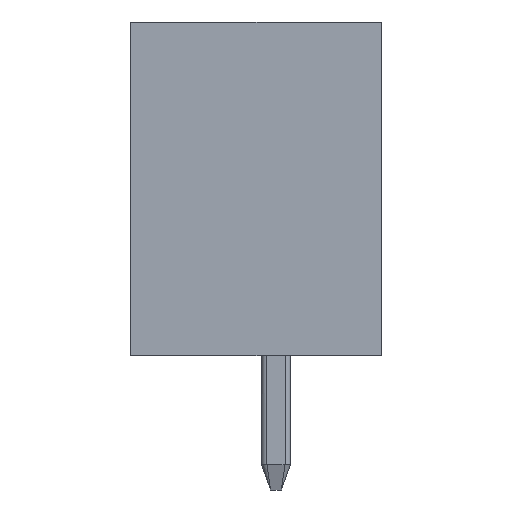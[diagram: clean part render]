
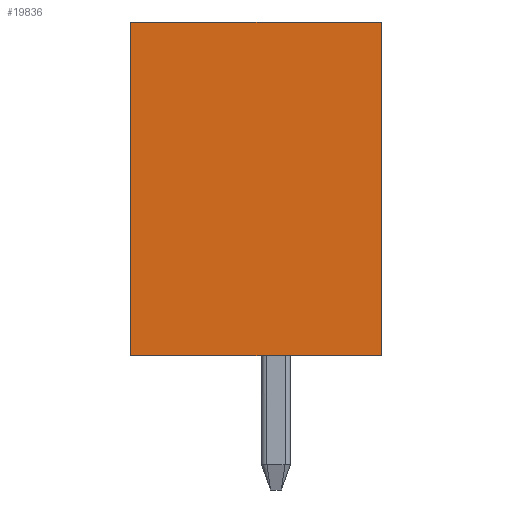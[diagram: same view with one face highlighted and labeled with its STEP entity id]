
A CAD part, left-side view. The second image highlights one B-rep face of the part: STEP entity #19836.
In plain terms, the highlighted planar face has unit normal (-1, 0, 0).
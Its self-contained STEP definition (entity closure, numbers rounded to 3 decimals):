
#35=CARTESIAN_POINT('',(-17.211,3.735,-8.7));
#36=VERTEX_POINT('',#35);
#37=CARTESIAN_POINT('',(-17.211,3.735,0.));
#38=VERTEX_POINT('',#37);
#39=CARTESIAN_POINT('',(-17.211,3.735,-8.7));
#40=DIRECTION('',(0.,0.,1.));
#41=VECTOR('',#40,8.7);
#42=LINE('',#39,#41);
#43=EDGE_CURVE('',#36,#38,#42,.T.);
#19806=CARTESIAN_POINT('',(-17.211,1.988,-4.35));
#19807=DIRECTION('',(0.,1.,0.));
#19808=DIRECTION('',(-1.,0.,0.));
#19809=AXIS2_PLACEMENT_3D('',#19806,#19808,#19807);
#19810=PLANE('',#19809);
#19811=CARTESIAN_POINT('',(-17.211,-2.79,-8.7));
#19812=VERTEX_POINT('',#19811);
#19813=CARTESIAN_POINT('',(-17.211,-2.79,0.));
#19814=VERTEX_POINT('',#19813);
#19815=CARTESIAN_POINT('',(-17.211,-2.79,-8.7));
#19816=DIRECTION('',(0.,0.,1.));
#19817=VECTOR('',#19816,8.7);
#19818=LINE('',#19815,#19817);
#19819=EDGE_CURVE('',#19812,#19814,#19818,.T.);
#19820=ORIENTED_EDGE('',*,*,#19819,.T.);
#19821=CARTESIAN_POINT('',(-17.211,-2.79,0.));
#19822=DIRECTION('',(0.,1.,0.));
#19823=VECTOR('',#19822,6.525);
#19824=LINE('',#19821,#19823);
#19825=EDGE_CURVE('',#19814,#38,#19824,.T.);
#19826=ORIENTED_EDGE('',*,*,#19825,.T.);
#19827=ORIENTED_EDGE('',*,*,#43,.F.);
#19828=CARTESIAN_POINT('',(-17.211,3.735,-8.7));
#19829=DIRECTION('',(0.,-1.,0.));
#19830=VECTOR('',#19829,6.525);
#19831=LINE('',#19828,#19830);
#19832=EDGE_CURVE('',#36,#19812,#19831,.T.);
#19833=ORIENTED_EDGE('',*,*,#19832,.T.);
#19834=EDGE_LOOP('',(#19820,#19826,#19827,#19833));
#19835=FACE_OUTER_BOUND('',#19834,.T.);
#19836=ADVANCED_FACE('',(#19835),#19810,.T.);
